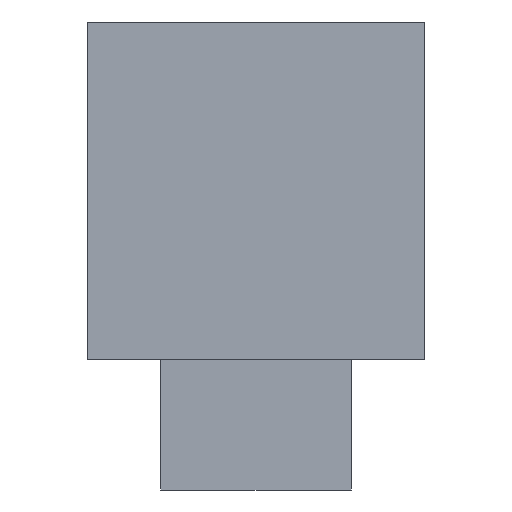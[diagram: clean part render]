
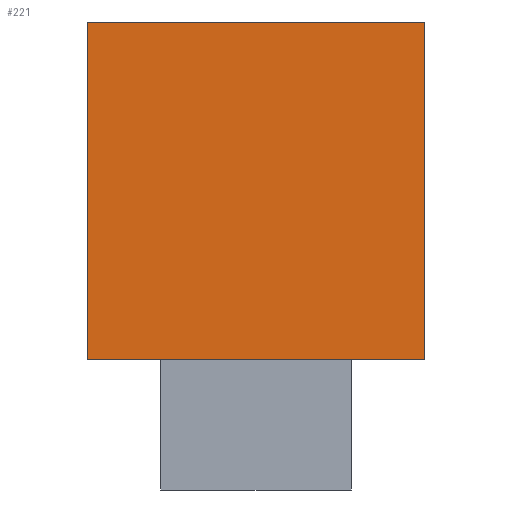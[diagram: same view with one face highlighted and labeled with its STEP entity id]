
A CAD part, left-side view. The second image highlights one B-rep face of the part: STEP entity #221.
In plain terms, the highlighted planar face has unit normal (-1, 0, 0).
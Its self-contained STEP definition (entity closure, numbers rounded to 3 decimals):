
#32=FACE_OUTER_BOUND('',#47,.T.);
#47=EDGE_LOOP('',(#193,#194,#195,#196));
#61=LINE('',#344,#86);
#65=LINE('',#352,#90);
#68=LINE('',#358,#93);
#71=LINE('',#363,#96);
#86=VECTOR('',#286,10.);
#90=VECTOR('',#292,10.);
#93=VECTOR('',#297,10.);
#96=VECTOR('',#302,10.);
#108=VERTEX_POINT('',#342);
#109=VERTEX_POINT('',#343);
#112=VERTEX_POINT('',#351);
#114=VERTEX_POINT('',#357);
#131=EDGE_CURVE('',#108,#109,#61,.T.);
#135=EDGE_CURVE('',#109,#112,#65,.T.);
#138=EDGE_CURVE('',#112,#114,#68,.T.);
#141=EDGE_CURVE('',#114,#108,#71,.T.);
#193=ORIENTED_EDGE('',*,*,#141,.T.);
#194=ORIENTED_EDGE('',*,*,#131,.T.);
#195=ORIENTED_EDGE('',*,*,#135,.T.);
#196=ORIENTED_EDGE('',*,*,#138,.T.);
#208=PLANE('',#250);
#221=ADVANCED_FACE('',(#32),#208,.F.);
#250=AXIS2_PLACEMENT_3D('',#366,#306,#307);
#286=DIRECTION('',(0.,0.,-1.));
#292=DIRECTION('',(0.,-1.,0.));
#297=DIRECTION('',(0.,0.,1.));
#302=DIRECTION('',(0.,1.,0.));
#306=DIRECTION('center_axis',(1.,0.,0.));
#307=DIRECTION('ref_axis',(0.,1.,0.));
#342=CARTESIAN_POINT('',(0.,0.,11.9));
#343=CARTESIAN_POINT('',(0.,0.,0.));
#344=CARTESIAN_POINT('',(0.,0.,11.9));
#351=CARTESIAN_POINT('',(0.,-11.9,0.));
#352=CARTESIAN_POINT('',(0.,0.,0.));
#357=CARTESIAN_POINT('',(0.,-11.9,11.9));
#358=CARTESIAN_POINT('',(0.,-11.9,0.));
#363=CARTESIAN_POINT('',(0.,-11.9,11.9));
#366=CARTESIAN_POINT('Origin',(0.,-5.95,5.95));
